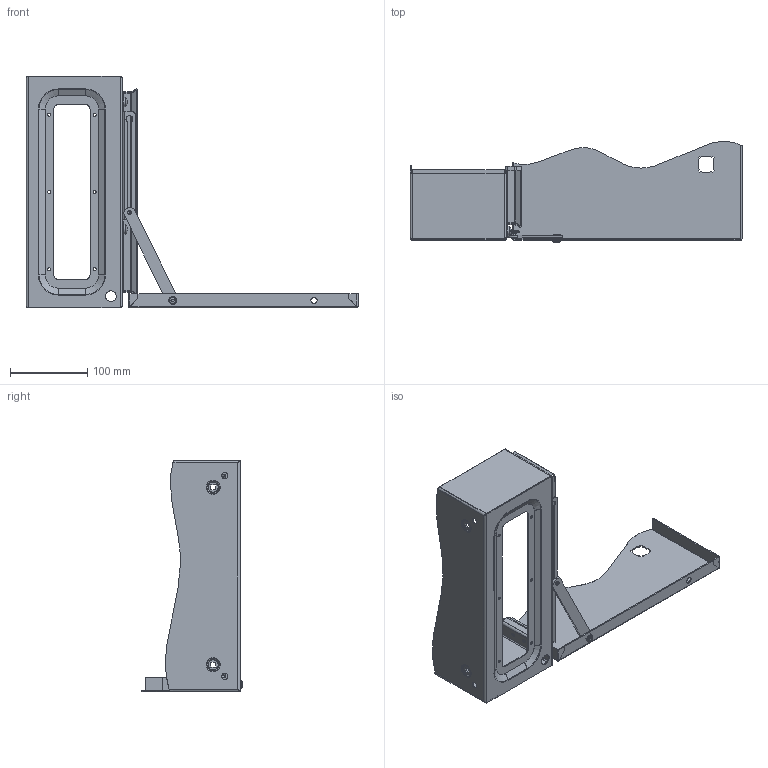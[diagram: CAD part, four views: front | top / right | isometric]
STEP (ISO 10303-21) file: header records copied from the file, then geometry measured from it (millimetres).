
FILE_DESCRIPTION (( 'STEP AP203' ), '1' );
FILE_NAME ('R5A31.step', '2011-10-28T13:44:07', ( 'User' ), ( 'DKC' ), 'SwSTEP 2.0', 'SolidWorks 2011', '' );
FILE_SCHEMA (( 'CONFIG_CONTROL_DESIGN' ));
Length unit declared in the file: millimetre
Products named in the file (11): 罻謤僔 齆僳趌500x300x150; 溻屦黖500x300; Plate_Default; Axle 2_Default; Bar_Default; Axle_Default; ﾘ琺矜 5.65ﾃ ﾃﾎﾑﾒ 11648-75_ﾘ琺矜 5.65ﾃ ﾃﾎﾑﾒ 11648-75; ﾘ琺矜 3.65ﾃ ﾃﾎﾑﾒ 11648-75_ﾘ琺矜 3.65ﾃ ﾃﾎﾑﾒ 11648-75; ISO 7045 - M6 x 10 - Z --- 10S_ISO 7045 - M6 x 10 - Z --- 10S; Hexagon Flange Nut DIN 6923 - M6 - S_Hexagon Flange Nut DIN 6923 - M6 - S; R5A31
Assembly tree (12 placements, depth 2):
  R5A31
    Hexagon Flange Nut DIN 6923 - M6 - S_Hexagon Flange Nut DIN 6923 - M6 - S  x2
    Axle 2_Default
    ISO 7045 - M6 x 10 - Z --- 10S_ISO 7045 - M6 x 10 - Z --- 10S  x2
    ﾘ琺矜 5.65ﾃ ﾃﾎﾑﾒ 11648-75_ﾘ琺矜 5.65ﾃ ﾃﾎﾑﾒ 11648-75
    溻屦黖500x300
    ﾘ琺矜 3.65ﾃ ﾃﾎﾑﾒ 11648-75_ﾘ琺矜 3.65ﾃ ﾃﾎﾑﾒ 11648-75
    Bar_Default
    Axle_Default
    罻謤僔 齆僳趌500x300x150
    Plate_Default
Bounding box: 430.09 x 130.86 x 300 mm (x, y, z)
Volume: 209135.9 mm3; surface area: 281991.2 mm2
Topology: 12 solids, 12 shells, 779 faces, 1849 edges, 1107 vertices
Faces by surface type: cylinder 261, plane 236, cone 170, torus 60, bspline 48, sphere 4
Entity records: 21020 total; most frequent: CARTESIAN_POINT 5131, DIRECTION 3199, ORIENTED_EDGE 2978, EDGE_CURVE 1489, AXIS2_PLACEMENT_3D 1234, VERTEX_POINT 898, LINE 731, VECTOR 731
